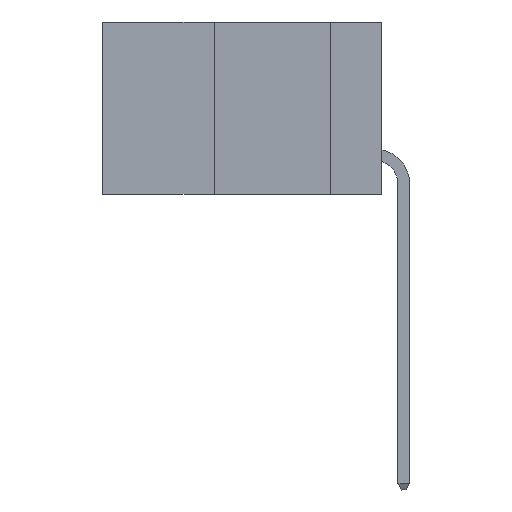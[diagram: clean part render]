
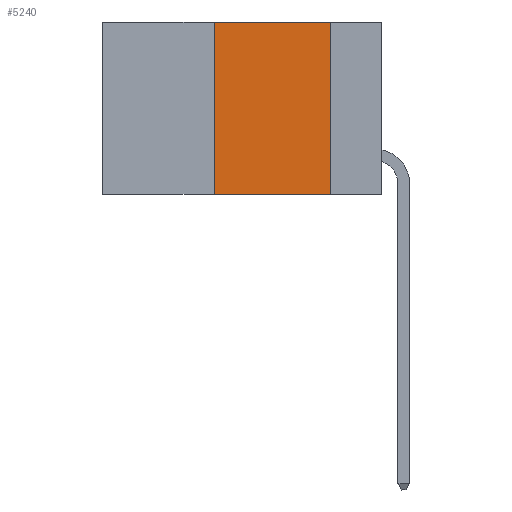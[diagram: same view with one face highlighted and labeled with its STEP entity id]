
A CAD part, left-side view. The second image highlights one B-rep face of the part: STEP entity #5240.
In plain terms, the highlighted planar face has unit normal (-1, 0, 0).
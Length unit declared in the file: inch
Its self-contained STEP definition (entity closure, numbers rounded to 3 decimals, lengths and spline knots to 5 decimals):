
#235 = VERTEX_POINT ( 'NONE', #10497 ) ;
#409 = ORIENTED_EDGE ( 'NONE', *, *, #2604, .F. ) ;
#931 = CARTESIAN_POINT ( 'NONE',  ( 0., 0.11, 0. ) ) ;
#1291 = DIRECTION ( 'NONE',  ( 0., -1., 0. ) ) ;
#1812 = DIRECTION ( 'NONE',  ( 0., 0., 1. ) ) ;
#1886 = VERTEX_POINT ( 'NONE', #6086 ) ;
#1961 = DIRECTION ( 'NONE',  ( 0., 0., -1. ) ) ;
#2307 = ORIENTED_EDGE ( 'NONE', *, *, #6617, .F. ) ;
#2604 = EDGE_CURVE ( 'NONE', #6934, #1886, #4733, .T. ) ;
#2897 = VECTOR ( 'NONE', #1961, 39.37008 ) ;
#3483 = AXIS2_PLACEMENT_3D ( 'NONE', #6387, #4445, #11262 ) ;
#3748 = CARTESIAN_POINT ( 'NONE',  ( 0., 0.36, 0. ) ) ;
#4115 = LINE ( 'NONE', #6472, #12442 ) ;
#4428 = LINE ( 'NONE', #3748, #11861 ) ;
#4445 = DIRECTION ( 'NONE',  ( 1., 0., 0. ) ) ;
#4733 = LINE ( 'NONE', #8167, #12146 ) ;
#4878 = ORIENTED_EDGE ( 'NONE', *, *, #7124, .T. ) ;
#5240 = ADVANCED_FACE ( 'NONE', ( #5983 ), #10330, .F. ) ;
#5330 = ORIENTED_EDGE ( 'NONE', *, *, #7697, .F. ) ;
#5358 = CARTESIAN_POINT ( 'NONE',  ( 0., 0.11, -0.37 ) ) ;
#5983 = FACE_OUTER_BOUND ( 'NONE', #11775, .T. ) ;
#6086 = CARTESIAN_POINT ( 'NONE',  ( 0., 0.11, 0. ) ) ;
#6387 = CARTESIAN_POINT ( 'NONE',  ( 0., 0.6, 0. ) ) ;
#6472 = CARTESIAN_POINT ( 'NONE',  ( 0., 0.6, -0.37 ) ) ;
#6617 = EDGE_CURVE ( 'NONE', #235, #6934, #4428, .T. ) ;
#6934 = VERTEX_POINT ( 'NONE', #11008 ) ;
#7124 = EDGE_CURVE ( 'NONE', #235, #11324, #4115, .T. ) ;
#7697 = EDGE_CURVE ( 'NONE', #1886, #11324, #12579, .T. ) ;
#8167 = CARTESIAN_POINT ( 'NONE',  ( 0., 0.6, 0. ) ) ;
#10330 = PLANE ( 'NONE',  #3483 ) ;
#10497 = CARTESIAN_POINT ( 'NONE',  ( 0., 0.36, -0.37 ) ) ;
#11008 = CARTESIAN_POINT ( 'NONE',  ( 0., 0.36, 0. ) ) ;
#11262 = DIRECTION ( 'NONE',  ( 0., 0., -1. ) ) ;
#11324 = VERTEX_POINT ( 'NONE', #5358 ) ;
#11775 = EDGE_LOOP ( 'NONE', ( #5330, #409, #2307, #4878 ) ) ;
#11861 = VECTOR ( 'NONE', #1812, 39.37008 ) ;
#12146 = VECTOR ( 'NONE', #1291, 39.37008 ) ;
#12242 = DIRECTION ( 'NONE',  ( 0., -1., 0. ) ) ;
#12442 = VECTOR ( 'NONE', #12242, 39.37008 ) ;
#12579 = LINE ( 'NONE', #931, #2897 ) ;
